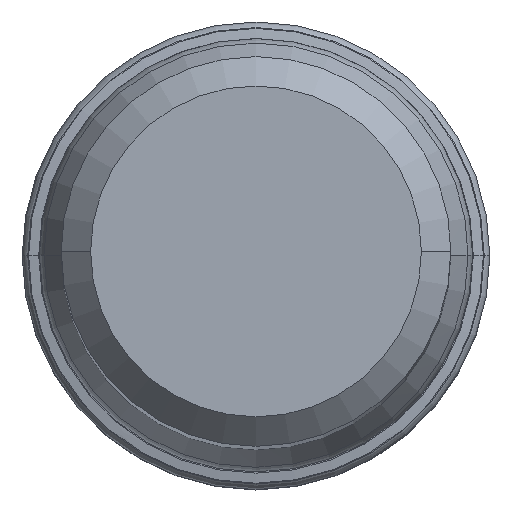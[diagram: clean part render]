
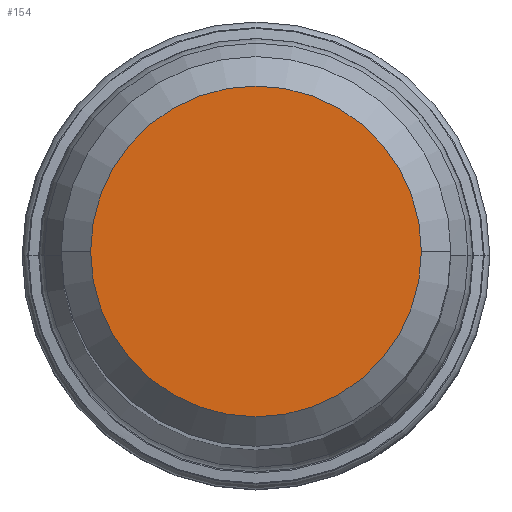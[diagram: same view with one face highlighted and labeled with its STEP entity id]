
A CAD part, top view. The second image highlights one B-rep face of the part: STEP entity #154.
In plain terms, the highlighted planar face has unit normal (0, 0, 1).
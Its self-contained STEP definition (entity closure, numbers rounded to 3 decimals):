
#30=PLANE('',#1192);
#154=ADVANCED_FACE('',(#217),#30,.F.);
#217=FACE_OUTER_BOUND('',#273,.T.);
#273=EDGE_LOOP('',(#477,#478,#479,#480));
#477=ORIENTED_EDGE('',*,*,#748,.F.);
#478=ORIENTED_EDGE('',*,*,#749,.F.);
#479=ORIENTED_EDGE('',*,*,#747,.F.);
#480=ORIENTED_EDGE('',*,*,#746,.F.);
#621=VERTEX_POINT('',#2606);
#622=VERTEX_POINT('',#2608);
#623=VERTEX_POINT('',#2610);
#624=VERTEX_POINT('',#2614);
#746=EDGE_CURVE('',#622,#623,#898,.T.);
#747=EDGE_CURVE('',#623,#621,#899,.T.);
#748=EDGE_CURVE('',#624,#622,#900,.T.);
#749=EDGE_CURVE('',#621,#624,#901,.T.);
#898=CIRCLE('',#1187,6.738);
#899=CIRCLE('',#1188,6.738);
#900=CIRCLE('',#1190,6.738);
#901=CIRCLE('',#1191,6.738);
#1187=AXIS2_PLACEMENT_3D('',#2609,#1471,#1472);
#1188=AXIS2_PLACEMENT_3D('',#2611,#1473,#1474);
#1190=AXIS2_PLACEMENT_3D('',#2613,#1477,#1478);
#1191=AXIS2_PLACEMENT_3D('',#2615,#1479,#1480);
#1192=AXIS2_PLACEMENT_3D('',#2616,#1481,#1482);
#1471=DIRECTION('',(0.,0.,-1.));
#1472=DIRECTION('',(1.,0.,0.));
#1473=DIRECTION('',(0.,0.,-1.));
#1474=DIRECTION('',(0.,-1.,0.));
#1477=DIRECTION('',(0.,0.,-1.));
#1478=DIRECTION('',(0.,1.,0.));
#1479=DIRECTION('',(0.,0.,-1.));
#1480=DIRECTION('',(-1.,0.,0.));
#1481=DIRECTION('',(0.,0.,-1.));
#1482=DIRECTION('',(-1.,0.,0.));
#2606=CARTESIAN_POINT('',(-6.738,0.,0.));
#2608=CARTESIAN_POINT('',(6.738,0.,0.));
#2609=CARTESIAN_POINT('',(0.,0.,0.));
#2610=CARTESIAN_POINT('',(0.,-6.738,0.));
#2611=CARTESIAN_POINT('',(0.,0.,0.));
#2613=CARTESIAN_POINT('',(0.,0.,0.));
#2614=CARTESIAN_POINT('',(0.,6.737,0.));
#2615=CARTESIAN_POINT('',(0.,0.,0.));
#2616=CARTESIAN_POINT('',(0.,0.,0.));
